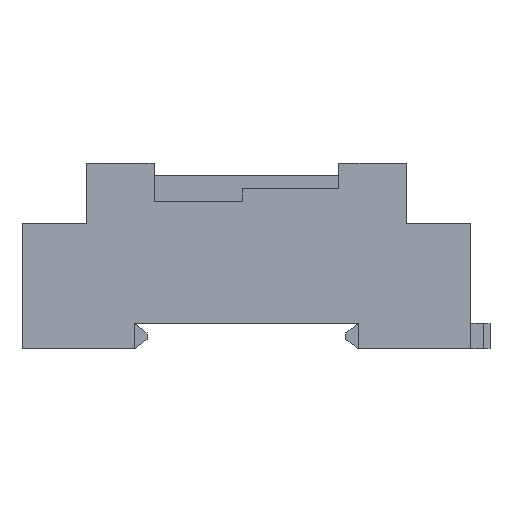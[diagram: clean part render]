
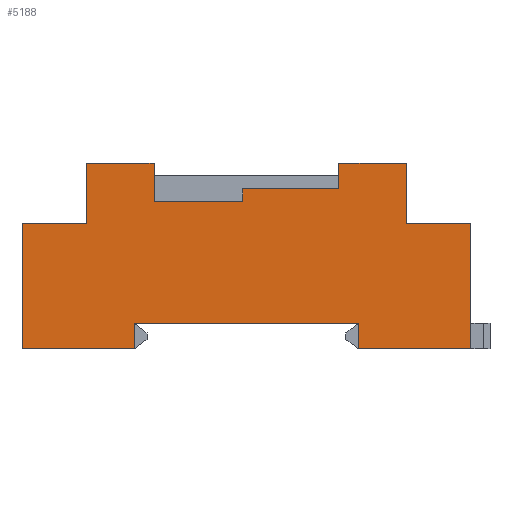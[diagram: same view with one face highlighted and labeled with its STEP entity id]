
A CAD part, left-side view. The second image highlights one B-rep face of the part: STEP entity #5188.
In plain terms, the highlighted planar face has unit normal (-1, 0, 0).
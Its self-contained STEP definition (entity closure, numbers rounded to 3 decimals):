
#17 = ORIENTED_EDGE ( 'NONE', *, *, #6216, .F. ) ;
#130 = ORIENTED_EDGE ( 'NONE', *, *, #1556, .T. ) ;
#164 = VERTEX_POINT ( 'NONE', #364 ) ;
#178 = CARTESIAN_POINT ( 'NONE',  ( -7.9, -12.9, 25. ) ) ;
#186 = VERTEX_POINT ( 'NONE', #4164 ) ;
#219 = FACE_OUTER_BOUND ( 'NONE', #5358, .T. ) ;
#229 = DIRECTION ( 'NONE',  ( 0., -1., 0. ) ) ;
#278 = CARTESIAN_POINT ( 'NONE',  ( -7.9, -33.5, 0. ) ) ;
#281 = ORIENTED_EDGE ( 'NONE', *, *, #5074, .T. ) ;
#311 = DIRECTION ( 'NONE',  ( 0., 1., 0. ) ) ;
#352 = LINE ( 'NONE', #6282, #5673 ) ;
#364 = CARTESIAN_POINT ( 'NONE',  ( -7.9, -33.5, 19.5 ) ) ;
#586 = VERTEX_POINT ( 'NONE', #1618 ) ;
#647 = DIRECTION ( 'NONE',  ( 0., -1., 0. ) ) ;
#702 = CARTESIAN_POINT ( 'NONE',  ( -7.9, 2.1, 23. ) ) ;
#712 = VECTOR ( 'NONE', #4461, 1000. ) ;
#717 = CARTESIAN_POINT ( 'NONE',  ( -7.9, 36.5, 19.5 ) ) ;
#721 = VECTOR ( 'NONE', #6572, 1000. ) ;
#745 = VERTEX_POINT ( 'NONE', #178 ) ;
#757 = VERTEX_POINT ( 'NONE', #702 ) ;
#805 = EDGE_CURVE ( 'NONE', #3220, #586, #4173, .T. ) ;
#913 = LINE ( 'NONE', #2806, #4725 ) ;
#924 = VERTEX_POINT ( 'NONE', #4585 ) ;
#948 = LINE ( 'NONE', #2327, #1621 ) ;
#966 = ORIENTED_EDGE ( 'NONE', *, *, #5259, .F. ) ;
#1008 = CARTESIAN_POINT ( 'NONE',  ( -7.9, -23.5, 19.5 ) ) ;
#1056 = ORIENTED_EDGE ( 'NONE', *, *, #2830, .F. ) ;
#1062 = DIRECTION ( 'NONE',  ( 0., 0., -1. ) ) ;
#1083 = DIRECTION ( 'NONE',  ( 1., 0., 0. ) ) ;
#1145 = VECTOR ( 'NONE', #1062, 1000. ) ;
#1184 = ORIENTED_EDGE ( 'NONE', *, *, #3424, .F. ) ;
#1237 = CARTESIAN_POINT ( 'NONE',  ( -7.9, 15.9, 23. ) ) ;
#1268 = DIRECTION ( 'NONE',  ( 0., 0., 1. ) ) ;
#1384 = EDGE_CURVE ( 'NONE', #2703, #4610, #2646, .T. ) ;
#1422 = CARTESIAN_POINT ( 'NONE',  ( -7.9, 19., 0. ) ) ;
#1452 = LINE ( 'NONE', #2381, #6643 ) ;
#1518 = EDGE_CURVE ( 'NONE', #6408, #2703, #948, .T. ) ;
#1556 = EDGE_CURVE ( 'NONE', #6408, #5380, #5677, .T. ) ;
#1606 = EDGE_CURVE ( 'NONE', #6545, #6880, #352, .T. ) ;
#1618 = CARTESIAN_POINT ( 'NONE',  ( -7.9, -23.5, 29. ) ) ;
#1621 = VECTOR ( 'NONE', #2953, 1000. ) ;
#1660 = ORIENTED_EDGE ( 'NONE', *, *, #805, .F. ) ;
#1778 = DIRECTION ( 'NONE',  ( 0., 0., 1. ) ) ;
#1809 = CARTESIAN_POINT ( 'NONE',  ( -7.9, 26.5, 19.5 ) ) ;
#1842 = DIRECTION ( 'NONE',  ( 0., -1., 0. ) ) ;
#1908 = CARTESIAN_POINT ( 'NONE',  ( -7.9, -36.5, 0. ) ) ;
#2026 = ORIENTED_EDGE ( 'NONE', *, *, #5209, .F. ) ;
#2081 = ORIENTED_EDGE ( 'NONE', *, *, #1606, .F. ) ;
#2272 = LINE ( 'NONE', #4501, #2624 ) ;
#2327 = CARTESIAN_POINT ( 'NONE',  ( -7.9, -16., 4. ) ) ;
#2370 = ORIENTED_EDGE ( 'NONE', *, *, #4832, .T. ) ;
#2381 = CARTESIAN_POINT ( 'NONE',  ( -7.9, 26.5, 19.5 ) ) ;
#2438 = CARTESIAN_POINT ( 'NONE',  ( -7.9, 19., 4. ) ) ;
#2494 = LINE ( 'NONE', #6371, #6990 ) ;
#2511 = VECTOR ( 'NONE', #1842, 1000. ) ;
#2556 = VERTEX_POINT ( 'NONE', #4858 ) ;
#2624 = VECTOR ( 'NONE', #6118, 1000. ) ;
#2646 = LINE ( 'NONE', #2438, #2894 ) ;
#2679 = LINE ( 'NONE', #3522, #2511 ) ;
#2703 = VERTEX_POINT ( 'NONE', #4521 ) ;
#2768 = VECTOR ( 'NONE', #4673, 1000. ) ;
#2806 = CARTESIAN_POINT ( 'NONE',  ( -7.9, -23.5, 29. ) ) ;
#2812 = VECTOR ( 'NONE', #4659, 1000. ) ;
#2830 = EDGE_CURVE ( 'NONE', #745, #3220, #2272, .T. ) ;
#2894 = VECTOR ( 'NONE', #311, 1000. ) ;
#2905 = CARTESIAN_POINT ( 'NONE',  ( -7.9, -36.5, 29. ) ) ;
#2927 = CARTESIAN_POINT ( 'NONE',  ( -7.9, 2.1, 23. ) ) ;
#2953 = DIRECTION ( 'NONE',  ( 0., 0., 1. ) ) ;
#3090 = DIRECTION ( 'NONE',  ( 0., -1., 0. ) ) ;
#3220 = VERTEX_POINT ( 'NONE', #5953 ) ;
#3281 = CARTESIAN_POINT ( 'NONE',  ( -7.9, -16., 0. ) ) ;
#3284 = CARTESIAN_POINT ( 'NONE',  ( -7.9, 19., 4. ) ) ;
#3424 = EDGE_CURVE ( 'NONE', #186, #757, #3791, .T. ) ;
#3447 = VECTOR ( 'NONE', #1778, 1000. ) ;
#3522 = CARTESIAN_POINT ( 'NONE',  ( -7.9, -36.5, 0. ) ) ;
#3609 = LINE ( 'NONE', #4361, #4534 ) ;
#3629 = VECTOR ( 'NONE', #6470, 1000. ) ;
#3693 = LINE ( 'NONE', #5288, #1145 ) ;
#3736 = VERTEX_POINT ( 'NONE', #5304 ) ;
#3791 = LINE ( 'NONE', #2927, #6590 ) ;
#3868 = CARTESIAN_POINT ( 'NONE',  ( -7.9, -33.5, 19.5 ) ) ;
#3875 = DIRECTION ( 'NONE',  ( 0., -1., 0. ) ) ;
#3885 = EDGE_CURVE ( 'NONE', #757, #924, #6411, .T. ) ;
#3918 = EDGE_CURVE ( 'NONE', #586, #5696, #913, .T. ) ;
#3962 = ORIENTED_EDGE ( 'NONE', *, *, #6847, .F. ) ;
#4010 = EDGE_CURVE ( 'NONE', #186, #6302, #4898, .T. ) ;
#4164 = CARTESIAN_POINT ( 'NONE',  ( -7.9, 15.9, 23. ) ) ;
#4165 = AXIS2_PLACEMENT_3D ( 'NONE', #4388, #1083, #5419 ) ;
#4173 = LINE ( 'NONE', #5003, #5602 ) ;
#4190 = EDGE_CURVE ( 'NONE', #164, #5380, #4890, .T. ) ;
#4303 = ORIENTED_EDGE ( 'NONE', *, *, #3885, .F. ) ;
#4356 = EDGE_CURVE ( 'NONE', #4610, #3736, #5475, .T. ) ;
#4361 = CARTESIAN_POINT ( 'NONE',  ( -7.9, -12.9, 25. ) ) ;
#4388 = CARTESIAN_POINT ( 'NONE',  ( -7.9, -36.5, 29. ) ) ;
#4461 = DIRECTION ( 'NONE',  ( 0., -1., 0. ) ) ;
#4501 = CARTESIAN_POINT ( 'NONE',  ( -7.9, -12.9, 25. ) ) ;
#4521 = CARTESIAN_POINT ( 'NONE',  ( -7.9, -16., 4. ) ) ;
#4534 = VECTOR ( 'NONE', #3875, 1000. ) ;
#4585 = CARTESIAN_POINT ( 'NONE',  ( -7.9, 2.1, 25. ) ) ;
#4610 = VERTEX_POINT ( 'NONE', #3284 ) ;
#4613 = DIRECTION ( 'NONE',  ( 0., -1., 0. ) ) ;
#4642 = ORIENTED_EDGE ( 'NONE', *, *, #1384, .F. ) ;
#4659 = DIRECTION ( 'NONE',  ( 0., -1., 0. ) ) ;
#4673 = DIRECTION ( 'NONE',  ( 0., 0., -1. ) ) ;
#4725 = VECTOR ( 'NONE', #6550, 1000. ) ;
#4822 = CARTESIAN_POINT ( 'NONE',  ( -7.9, 2.1, 23. ) ) ;
#4832 = EDGE_CURVE ( 'NONE', #4911, #3736, #2679, .T. ) ;
#4858 = CARTESIAN_POINT ( 'NONE',  ( -7.9, 26.5, 29. ) ) ;
#4890 = LINE ( 'NONE', #3868, #721 ) ;
#4898 = LINE ( 'NONE', #1237, #3447 ) ;
#4911 = VERTEX_POINT ( 'NONE', #6906 ) ;
#5003 = CARTESIAN_POINT ( 'NONE',  ( -7.9, -36.5, 29. ) ) ;
#5074 = EDGE_CURVE ( 'NONE', #6545, #4911, #3693, .T. ) ;
#5188 = ADVANCED_FACE ( 'NONE', ( #219 ), #6023, .F. ) ;
#5209 = EDGE_CURVE ( 'NONE', #924, #745, #3609, .T. ) ;
#5259 = EDGE_CURVE ( 'NONE', #2556, #6302, #6398, .T. ) ;
#5269 = ORIENTED_EDGE ( 'NONE', *, *, #4010, .T. ) ;
#5288 = CARTESIAN_POINT ( 'NONE',  ( -7.9, 36.5, 29. ) ) ;
#5304 = CARTESIAN_POINT ( 'NONE',  ( -7.9, 19., 0. ) ) ;
#5358 = EDGE_LOOP ( 'NONE', ( #1184, #5269, #966, #3962, #2081, #281, #2370, #6260, #4642, #5708, #130, #6977, #17, #6368, #1660, #1056, #2026, #4303 ) ) ;
#5380 = VERTEX_POINT ( 'NONE', #278 ) ;
#5419 = DIRECTION ( 'NONE',  ( 0., 0., -1. ) ) ;
#5475 = LINE ( 'NONE', #1422, #2768 ) ;
#5602 = VECTOR ( 'NONE', #647, 1000. ) ;
#5673 = VECTOR ( 'NONE', #4613, 1000. ) ;
#5677 = LINE ( 'NONE', #1908, #2812 ) ;
#5696 = VERTEX_POINT ( 'NONE', #1008 ) ;
#5708 = ORIENTED_EDGE ( 'NONE', *, *, #1518, .F. ) ;
#5953 = CARTESIAN_POINT ( 'NONE',  ( -7.9, -12.9, 29. ) ) ;
#6023 = PLANE ( 'NONE',  #4165 ) ;
#6118 = DIRECTION ( 'NONE',  ( 0., 0., 1. ) ) ;
#6216 = EDGE_CURVE ( 'NONE', #5696, #164, #2494, .T. ) ;
#6260 = ORIENTED_EDGE ( 'NONE', *, *, #4356, .F. ) ;
#6282 = CARTESIAN_POINT ( 'NONE',  ( -7.9, 36.5, 19.5 ) ) ;
#6302 = VERTEX_POINT ( 'NONE', #6513 ) ;
#6368 = ORIENTED_EDGE ( 'NONE', *, *, #3918, .F. ) ;
#6371 = CARTESIAN_POINT ( 'NONE',  ( -7.9, -23.5, 19.5 ) ) ;
#6398 = LINE ( 'NONE', #2905, #712 ) ;
#6408 = VERTEX_POINT ( 'NONE', #3281 ) ;
#6411 = LINE ( 'NONE', #4822, #3629 ) ;
#6470 = DIRECTION ( 'NONE',  ( 0., 0., 1. ) ) ;
#6513 = CARTESIAN_POINT ( 'NONE',  ( -7.9, 15.9, 29. ) ) ;
#6545 = VERTEX_POINT ( 'NONE', #717 ) ;
#6550 = DIRECTION ( 'NONE',  ( 0., 0., -1. ) ) ;
#6572 = DIRECTION ( 'NONE',  ( 0., 0., -1. ) ) ;
#6590 = VECTOR ( 'NONE', #229, 1000. ) ;
#6643 = VECTOR ( 'NONE', #1268, 1000. ) ;
#6847 = EDGE_CURVE ( 'NONE', #6880, #2556, #1452, .T. ) ;
#6880 = VERTEX_POINT ( 'NONE', #1809 ) ;
#6906 = CARTESIAN_POINT ( 'NONE',  ( -7.9, 36.5, 0. ) ) ;
#6977 = ORIENTED_EDGE ( 'NONE', *, *, #4190, .F. ) ;
#6990 = VECTOR ( 'NONE', #3090, 1000. ) ;
